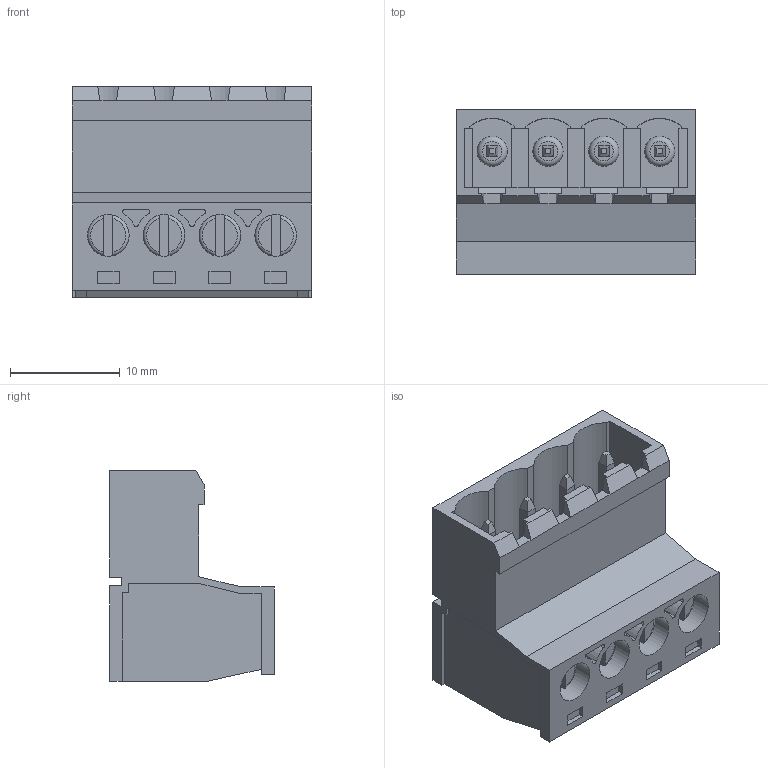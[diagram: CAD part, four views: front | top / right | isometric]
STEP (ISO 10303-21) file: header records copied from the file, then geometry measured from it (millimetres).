
FILE_DESCRIPTION( ( 'Unknown' ), '1' );
FILE_NAME( '691348500004.stp', 'Unknown', ( 'Unknown' ), ( 'Unknown' ), 'PSStep 15.0.49', 'Unknown', ' ' );
FILE_SCHEMA( ( 'AUTOMOTIVE_DESIGN { 1 0 10303 214 1 1 1 1 }' ) );
Length unit declared in the file: millimetre
Products named in the file (6): Assem1; 6913485000xx_PIN; 6913485000xx_CAGE; 6913485000xx_VISSE; 691348400004; 691348400004_CAPOT
Assembly tree (14 placements, depth 2):
  Assem1
    6913485000xx_PIN  x4
    6913485000xx_CAGE  x4
    6913485000xx_VISSE  x4
    691348400004
    691348400004_CAPOT
Bounding box: 21.82 x 15 x 19.2 mm (x, y, z)
Volume: 2670.4 mm3; surface area: 6283.5 mm2
Topology: 14 solids, 14 shells, 601 faces, 1582 edges, 1028 vertices
Faces by surface type: plane 498, cylinder 79, torus 16, cone 8
Full cylindrical faces by diameter (mm): 2.6 x4, 2.75 x4, 2.9 x8, 3.8 x8
Entity records: 17432 total; most frequent: CARTESIAN_POINT 2433, ORIENTED_EDGE 2344, DIRECTION 2212, EDGE_CURVE 1172, LINE 1050, VECTOR 1050, VERTEX_POINT 778, AXIS2_PLACEMENT_3D 581
